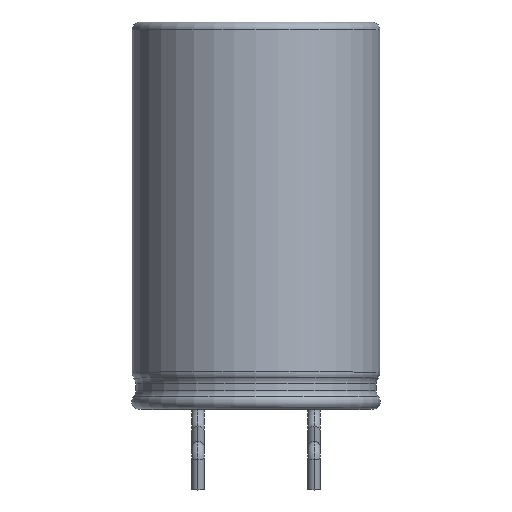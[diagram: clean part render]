
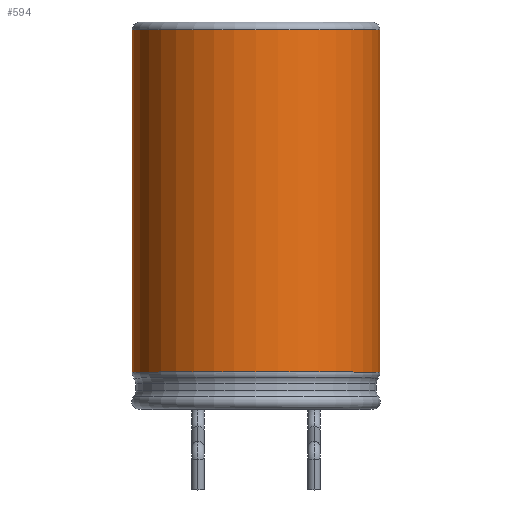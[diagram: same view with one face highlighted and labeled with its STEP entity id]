
A CAD part, top view. The second image highlights one B-rep face of the part: STEP entity #594.
In plain terms, the highlighted cylindrical face has radius 8 mm (diameter 16 mm), a partial arc.
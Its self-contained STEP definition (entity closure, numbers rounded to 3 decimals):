
#14 = VERTEX_POINT ( 'NONE', #715 ) ;
#110 = ORIENTED_EDGE ( 'NONE', *, *, #1013, .F. ) ;
#239 = CARTESIAN_POINT ( 'NONE',  ( 8., 24.5, 0. ) ) ;
#367 = DIRECTION ( 'NONE',  ( 1., 0., 0. ) ) ;
#387 = LINE ( 'NONE', #1124, #1238 ) ;
#420 = VERTEX_POINT ( 'NONE', #239 ) ;
#465 = CARTESIAN_POINT ( 'NONE',  ( -8., 25., 0. ) ) ;
#579 = EDGE_CURVE ( 'NONE', #420, #14, #2226, .T. ) ;
#594 = ADVANCED_FACE ( 'NONE', ( #907 ), #1126, .T. ) ;
#616 = CARTESIAN_POINT ( 'NONE',  ( -8., 2.408, 0. ) ) ;
#654 = DIRECTION ( 'NONE',  ( 0., -1., 0. ) ) ;
#715 = CARTESIAN_POINT ( 'NONE',  ( -8., 24.5, 0. ) ) ;
#787 = VERTEX_POINT ( 'NONE', #1789 ) ;
#789 = DIRECTION ( 'NONE',  ( 0., -1., 0. ) ) ;
#856 = EDGE_LOOP ( 'NONE', ( #2117, #1608, #110, #1175 ) ) ;
#876 = DIRECTION ( 'NONE',  ( 0., -1., 0. ) ) ;
#907 = FACE_OUTER_BOUND ( 'NONE', #856, .T. ) ;
#1013 = EDGE_CURVE ( 'NONE', #787, #1322, #2420, .T. ) ;
#1045 = EDGE_CURVE ( 'NONE', #420, #787, #387, .T. ) ;
#1124 = CARTESIAN_POINT ( 'NONE',  ( 8., 25., 0. ) ) ;
#1126 = CYLINDRICAL_SURFACE ( 'NONE', #1440, 8. ) ;
#1141 = DIRECTION ( 'NONE',  ( 1., 0., 0. ) ) ;
#1157 = CARTESIAN_POINT ( 'NONE',  ( 0., 2.408, 0. ) ) ;
#1175 = ORIENTED_EDGE ( 'NONE', *, *, #1045, .F. ) ;
#1238 = VECTOR ( 'NONE', #1518, 1000. ) ;
#1246 = DIRECTION ( 'NONE',  ( -1., 0., 0. ) ) ;
#1289 = DIRECTION ( 'NONE',  ( 0., -1., 0. ) ) ;
#1322 = VERTEX_POINT ( 'NONE', #616 ) ;
#1352 = AXIS2_PLACEMENT_3D ( 'NONE', #1157, #789, #1141 ) ;
#1435 = CARTESIAN_POINT ( 'NONE',  ( 0., 24.5, 0. ) ) ;
#1440 = AXIS2_PLACEMENT_3D ( 'NONE', #1844, #876, #367 ) ;
#1496 = VECTOR ( 'NONE', #654, 1000. ) ;
#1518 = DIRECTION ( 'NONE',  ( 0., -1., 0. ) ) ;
#1608 = ORIENTED_EDGE ( 'NONE', *, *, #2188, .T. ) ;
#1713 = AXIS2_PLACEMENT_3D ( 'NONE', #1435, #1289, #1246 ) ;
#1789 = CARTESIAN_POINT ( 'NONE',  ( 8., 2.408, 0. ) ) ;
#1844 = CARTESIAN_POINT ( 'NONE',  ( 0., 25., 0. ) ) ;
#2117 = ORIENTED_EDGE ( 'NONE', *, *, #579, .T. ) ;
#2143 = LINE ( 'NONE', #465, #1496 ) ;
#2188 = EDGE_CURVE ( 'NONE', #14, #1322, #2143, .T. ) ;
#2226 = CIRCLE ( 'NONE', #1713, 8. ) ;
#2420 = CIRCLE ( 'NONE', #1352, 8. ) ;
